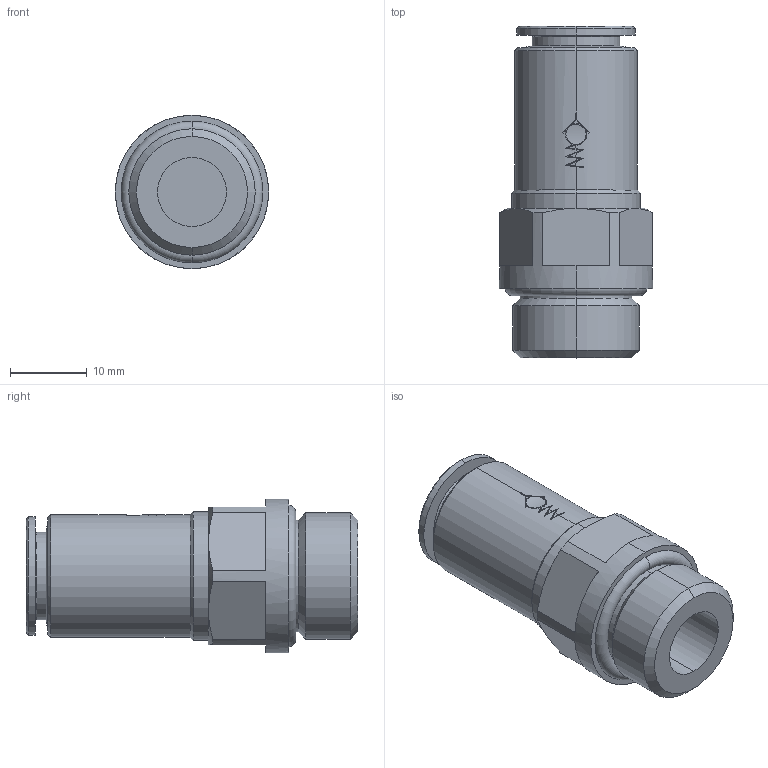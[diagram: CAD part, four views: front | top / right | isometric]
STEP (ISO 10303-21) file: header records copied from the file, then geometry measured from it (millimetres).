
FILE_DESCRIPTION (( 'STEP AP203' ), '1' );
FILE_NAME ('04230053.STEP', '2010-03-26T16:22:10', ( '' ), ( 'sopra-pneumatic' ), 'SwSTEP 2.0', 'SolidWorks 2009', '' );
FILE_SCHEMA (( 'CONFIG_CONTROL_DESIGN' ));
Length unit declared in the file: millimetre
Products named in the file (1): 04230053
Bounding box: 20 x 43.3 x 20 mm (x, y, z)
Volume: 7463.9 mm3; surface area: 3965.3 mm2
Topology: 1 solids, 1 shells, 100 faces, 243 edges, 154 vertices
Faces by surface type: bspline 26, cylinder 26, plane 24, cone 22, torus 2
Entity records: 3665 total; most frequent: CARTESIAN_POINT 1456, ORIENTED_EDGE 486, DIRECTION 368, EDGE_CURVE 243, VERTEX_POINT 154, AXIS2_PLACEMENT_3D 152, EDGE_LOOP 109, B_SPLINE_CURVE_WITH_KNOTS 102
